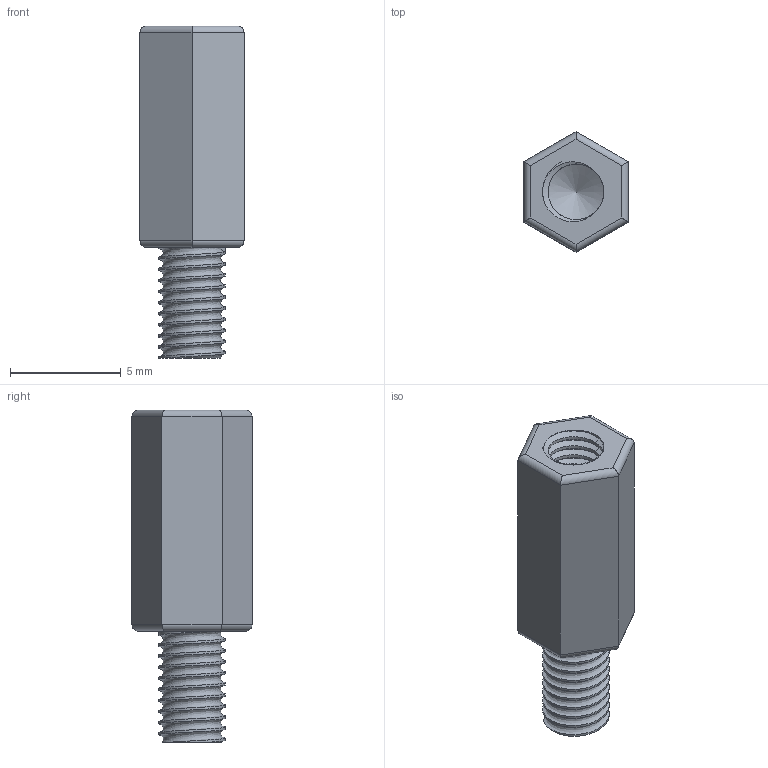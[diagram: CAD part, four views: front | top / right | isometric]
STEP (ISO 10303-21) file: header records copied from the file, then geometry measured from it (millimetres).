
FILE_DESCRIPTION(('FreeCAD Model'),'2;1');
FILE_NAME('Open CASCADE Shape Model','2022-07-16T13:09:49',( 'kicad StepUp'),('ksu MCAD'),'Open CASCADE STEP processor 7.5', 'FreeCAD','Unknown');
FILE_SCHEMA(('AUTOMOTIVE_DESIGN { 1 0 10303 214 1 1 1 1 }'));
Length unit declared in the file: millimetre
Products named in the file (2): Spacer_M3_H10mm; Body
Assembly tree (1 placements, depth 2):
  Spacer_M3_H10mm
    Body
Bounding box: 4.7 x 5.43 x 15 mm (x, y, z)
Volume: 172.4 mm3; surface area: 367.7 mm2
Topology: 1 solids, 1 shells, 114 faces, 236 edges, 125 vertices
Faces by surface type: bspline 62, cylinder 40, plane 11, cone 1
Full cylindrical faces by diameter (mm): 2.52 x16, 3 x9
Entity records: 12286 total; most frequent: CARTESIAN_POINT 10408, ORIENTED_EDGE 470, EDGE_CURVE 235, DIRECTION 203, B_SPLINE_CURVE_WITH_KNOTS 146, VERTEX_POINT 125, FACE_BOUND 116, EDGE_LOOP 116
